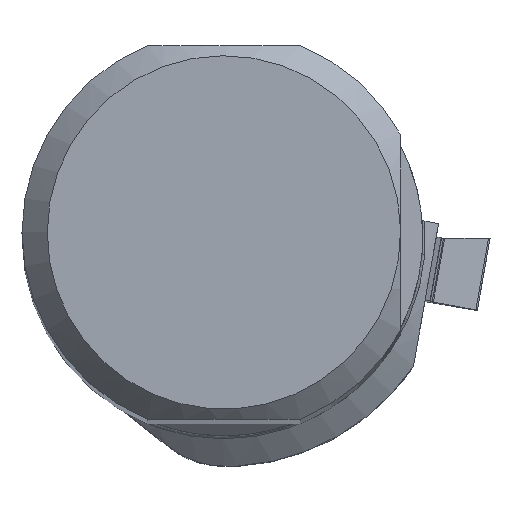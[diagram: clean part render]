
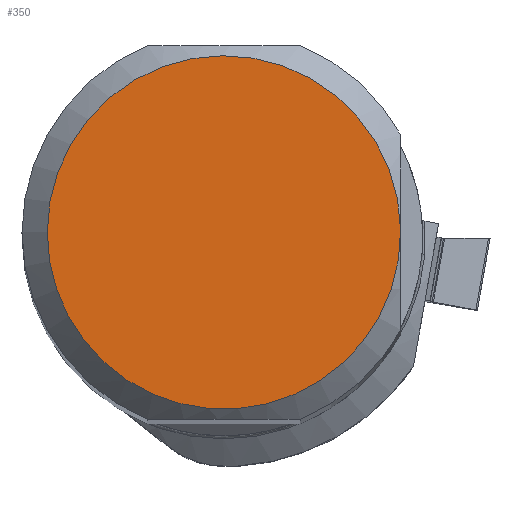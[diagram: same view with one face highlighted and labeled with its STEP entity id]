
A CAD part, top view. The second image highlights one B-rep face of the part: STEP entity #350.
In plain terms, the highlighted planar face has unit normal (0, 0, 1).
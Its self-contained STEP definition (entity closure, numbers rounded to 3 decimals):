
#260=CIRCLE('',#2389,17.489);
#350=ADVANCED_FACE('CU_SU_BP3',(#513),#421,.T.);
#421=PLANE('',#2390);
#513=FACE_OUTER_BOUND('',#625,.T.);
#625=EDGE_LOOP('',(#1133));
#1133=ORIENTED_EDGE('',*,*,#1733,.F.);
#1450=VERTEX_POINT('',#3838);
#1733=EDGE_CURVE('',#1450,#1450,#260,.T.);
#2389=AXIS2_PLACEMENT_3D('',#3837,#2932,#2933);
#2390=AXIS2_PLACEMENT_3D('',#3839,#2934,#2935);
#2932=DIRECTION('',(0.,0.,-1.));
#2933=DIRECTION('',(-1.,0.,0.));
#2934=DIRECTION('',(0.,0.,1.));
#2935=DIRECTION('',(-1.,0.,0.));
#3837=CARTESIAN_POINT('',(0.,0.,0.));
#3838=CARTESIAN_POINT('',(-17.489,0.,0.));
#3839=CARTESIAN_POINT('',(0.,0.,0.));
